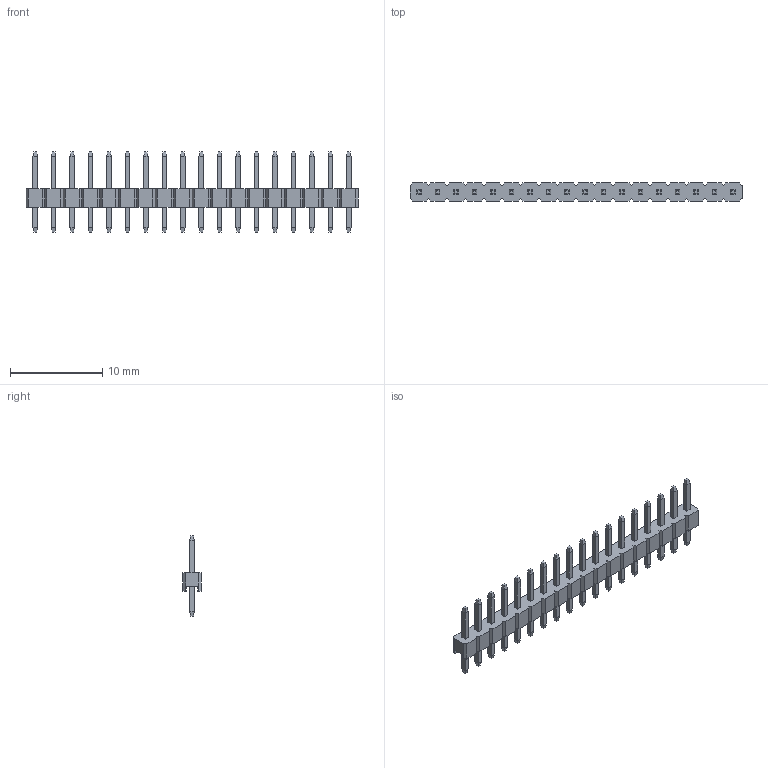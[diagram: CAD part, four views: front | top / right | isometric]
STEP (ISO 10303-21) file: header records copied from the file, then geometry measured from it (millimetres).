
FILE_DESCRIPTION(/* description */ (''),/* implementation_level */ '2;1');
FILE_NAME(/* name */ 'pin header 1x18 pitch 2mm heigth 5mm',/* time_stamp */ '2019-04-03T18:22:15+02:00',/* author */ (''),/* organization */ (''),/* preprocessor_version */ 'ST-DEVELOPER v16.5',/* originating_system */ '',/* authorisation */ '');
FILE_SCHEMA (('AUTOMOTIVE_DESIGN'));
Length unit declared in the file: millimetre
Products named in the file (1): Document
Bounding box: 36 x 2 x 8.7 mm (x, y, z)
Volume: 147.3 mm3; surface area: 698.8 mm2
Topology: 19 solids, 19 shells, 476 faces, 1170 edges, 732 vertices
Faces by surface type: plane 476
Entity records: 12122 total; most frequent: CARTESIAN_POINT 3550, ORIENTED_EDGE 2340, EDGE_CURVE 1170, B_SPLINE_CURVE_WITH_KNOTS 1170, VERTEX_POINT 732, EDGE_LOOP 512, DIRECTION 480, AXIS2_PLACEMENT_3D 478
